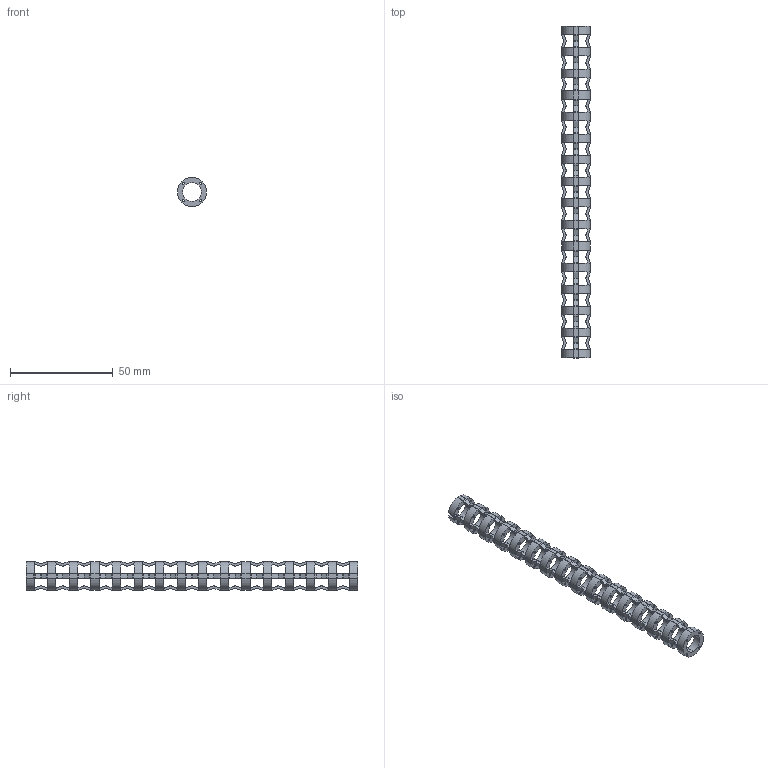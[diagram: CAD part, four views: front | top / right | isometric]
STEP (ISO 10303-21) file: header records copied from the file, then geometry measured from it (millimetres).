
FILE_DESCRIPTION (( 'STEP AP214' ), '1' );
FILE_NAME ('pookie5.STEP', '2024-05-07T00:05:06', ( '' ), ( '' ), 'SwSTEP 2.0', 'SolidWorks 2024', '' );
FILE_SCHEMA (( 'AUTOMOTIVE_DESIGN' ));
Length unit declared in the file: millimetre
Products named in the file (2): Ligament; pookie5
Assembly tree (1 placements, depth 2):
  pookie5
    Ligament
Bounding box: 14.1 x 161.57 x 14.1 mm (x, y, z)
Volume: 6808.7 mm3; surface area: 10770.7 mm2
Topology: 1 solids, 1 shells, 1062 faces, 3444 edges, 2294 vertices
Faces by surface type: cylinder 584, plane 478
Entity records: 38743 total; most frequent: ORIENTED_EDGE 6888, CARTESIAN_POINT 6804, DIRECTION 6744, EDGE_CURVE 3444, VERTEX_POINT 2294, LINE 2276, VECTOR 2276, AXIS2_PLACEMENT_3D 2234
